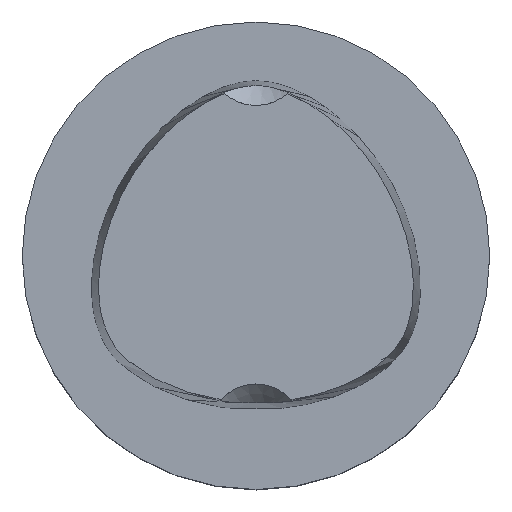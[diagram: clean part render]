
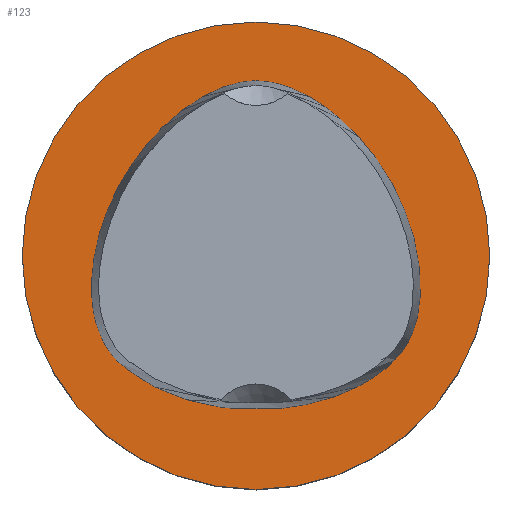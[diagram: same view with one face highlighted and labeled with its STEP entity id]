
A CAD part, top view. The second image highlights one B-rep face of the part: STEP entity #123.
In plain terms, the highlighted planar face has unit normal (0, 0, 1).
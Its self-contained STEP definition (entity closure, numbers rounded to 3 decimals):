
#123=ADVANCED_FACE('240[2]',(#270,#271),#272,.T.);
#139=EDGE_CURVE('240[2]',#294,#294,#295,.T.);
#143=EDGE_CURVE('240[2]',#300,#228,#301,.T.);
#147=EDGE_CURVE('240[2]',#228,#300,#305,.T.);
#228=VERTEX_POINT('',#574);
#270=FACE_OUTER_BOUND('',#1594,.T.);
#271=FACE_BOUND('',#1595,.T.);
#272=PLANE('',#1596);
#294=VERTEX_POINT('',#1647);
#295=CIRCLE('',#1648,19.99);
#300=VERTEX_POINT('',#1655);
#301=B_SPLINE_CURVE_WITH_KNOTS('',3,(#1656,#1657,#1658,#1659,#1660,#1661,#1662,#1663,#1664,#1665,#1666,#1667,#1668,#1669,#1670,#1671,#1672,#1673,#1674,#1675,#1676,#1677,#1678,#1679,#1680,#1681,#1682,#1683,#1684),.UNSPECIFIED.,.F.,.F.,(4,1,1,1,1,1,1,1,1,1,1,1,1,1,1,1,1,1,1,1,1,1,1,3,4),(0.5,0.52,0.541,0.562,0.583,0.605,0.628,0.651,0.674,0.697,0.72,0.743,0.764,0.785,0.806,0.827,0.847,0.867,0.888,0.91,0.931,0.954,0.977,1.,1.0),.UNSPECIFIED.);
#305=B_SPLINE_CURVE_WITH_KNOTS('',3,(#1693,#1694,#1695,#1696,#1697,#1698,#1699,#1700,#1701,#1702,#1703,#1704,#1705,#1706,#1707,#1708,#1709,#1710,#1711,#1712,#1713,#1714,#1715,#1716,#1717,#1718,#1719),.UNSPECIFIED.,.F.,.F.,(4,1,1,1,1,1,1,1,1,1,1,1,1,1,1,1,1,1,1,1,1,1,1,1,4),(0.0,0.023,0.046,0.069,0.09,0.112,0.133,0.153,0.173,0.194,0.215,0.236,0.257,0.28,0.303,0.326,0.349,0.372,0.394,0.417,0.438,0.459,0.48,0.5,0.5),.UNSPECIFIED.);
#574=CARTESIAN_POINT('',(0.,14.963,0.0));
#1594=EDGE_LOOP('',(#1870));
#1595=EDGE_LOOP('',(#1871,#1872));
#1596=AXIS2_PLACEMENT_3D('',#1873,#1874,#1875);
#1647=CARTESIAN_POINT('',(0.,19.99,0.));
#1648=AXIS2_PLACEMENT_3D('',#1898,#1899,#1900);
#1655=CARTESIAN_POINT('',(0.,-13.059,0.0));
#1656=CARTESIAN_POINT('',(0.,-13.059,0.0));
#1657=CARTESIAN_POINT('',(-0.599,-13.06,0.0));
#1658=CARTESIAN_POINT('',(-1.804,-13.11,0.0));
#1659=CARTESIAN_POINT('',(-3.617,-12.877,0.0));
#1660=CARTESIAN_POINT('',(-5.433,-12.482,0.0));
#1661=CARTESIAN_POINT('',(-7.236,-11.876,0.0));
#1662=CARTESIAN_POINT('',(-9.027,-11.084,0.0));
#1663=CARTESIAN_POINT('',(-10.695,-9.982,0.0));
#1664=CARTESIAN_POINT('',(-12.297,-8.699,0.0));
#1665=CARTESIAN_POINT('',(-13.338,-6.901,0.0));
#1666=CARTESIAN_POINT('',(-13.938,-4.949,0.0));
#1667=CARTESIAN_POINT('',(-14.107,-2.937,0.0));
#1668=CARTESIAN_POINT('',(-14.001,-0.969,0.0));
#1669=CARTESIAN_POINT('',(-13.671,0.924,0.0));
#1670=CARTESIAN_POINT('',(-13.166,2.726,0.0));
#1671=CARTESIAN_POINT('',(-12.508,4.439,0.0));
#1672=CARTESIAN_POINT('',(-11.715,6.069,0.0));
#1673=CARTESIAN_POINT('',(-10.791,7.62,0.0));
#1674=CARTESIAN_POINT('',(-9.73,9.097,0.0));
#1675=CARTESIAN_POINT('',(-8.525,10.495,0.0));
#1676=CARTESIAN_POINT('',(-7.163,11.802,0.0));
#1677=CARTESIAN_POINT('',(-5.631,12.989,0.0));
#1678=CARTESIAN_POINT('',(-3.92,14.001,0.0));
#1679=CARTESIAN_POINT('',(-2.037,14.753,0.0));
#1680=CARTESIAN_POINT('',(-0.679,14.96,0.0));
#1681=CARTESIAN_POINT('',(0.,14.963,0.0));
#1682=CARTESIAN_POINT('',(0.,14.963,0.0));
#1683=CARTESIAN_POINT('',(0.,14.963,0.0));
#1684=CARTESIAN_POINT('',(0.,14.963,0.0));
#1693=CARTESIAN_POINT('',(0.,14.963,0.0));
#1694=CARTESIAN_POINT('',(0.679,14.966,0.0));
#1695=CARTESIAN_POINT('',(2.037,14.75,0.0));
#1696=CARTESIAN_POINT('',(3.92,14.001,0.0));
#1697=CARTESIAN_POINT('',(5.632,12.989,0.0));
#1698=CARTESIAN_POINT('',(7.163,11.802,0.0));
#1699=CARTESIAN_POINT('',(8.525,10.495,0.0));
#1700=CARTESIAN_POINT('',(9.73,9.097,0.0));
#1701=CARTESIAN_POINT('',(10.79,7.62,0.0));
#1702=CARTESIAN_POINT('',(11.715,6.069,0.0));
#1703=CARTESIAN_POINT('',(12.508,4.439,0.0));
#1704=CARTESIAN_POINT('',(13.166,2.726,0.0));
#1705=CARTESIAN_POINT('',(13.671,0.924,0.0));
#1706=CARTESIAN_POINT('',(14.001,-0.968,0.0));
#1707=CARTESIAN_POINT('',(14.109,-2.938,0.0));
#1708=CARTESIAN_POINT('',(13.931,-4.945,0.0));
#1709=CARTESIAN_POINT('',(13.362,-6.916,0.0));
#1710=CARTESIAN_POINT('',(12.235,-8.648,0.0));
#1711=CARTESIAN_POINT('',(10.716,-10.01,0.0));
#1712=CARTESIAN_POINT('',(9.02,-11.075,0.0));
#1713=CARTESIAN_POINT('',(7.239,-11.881,0.0));
#1714=CARTESIAN_POINT('',(5.434,-12.487,0.0));
#1715=CARTESIAN_POINT('',(3.618,-12.876,0.0));
#1716=CARTESIAN_POINT('',(1.804,-13.11,0.0));
#1717=CARTESIAN_POINT('',(0.599,-13.059,0.0));
#1718=CARTESIAN_POINT('',(0.,-13.059,0.0));
#1719=CARTESIAN_POINT('',(0.,-13.059,0.0));
#1870=ORIENTED_EDGE('',*,*,#139,.F.);
#1871=ORIENTED_EDGE('',*,*,#147,.T.);
#1872=ORIENTED_EDGE('',*,*,#143,.T.);
#1873=CARTESIAN_POINT('',(0.,9.995,0.));
#1874=DIRECTION('',(0.,0.,1.0));
#1875=DIRECTION('',(1.0,0.,0.0));
#1898=CARTESIAN_POINT('',(0.0,0.0,0.0));
#1899=DIRECTION('',(0.,0.,-1.0));
#1900=DIRECTION('',(0.,1.0,0.));
